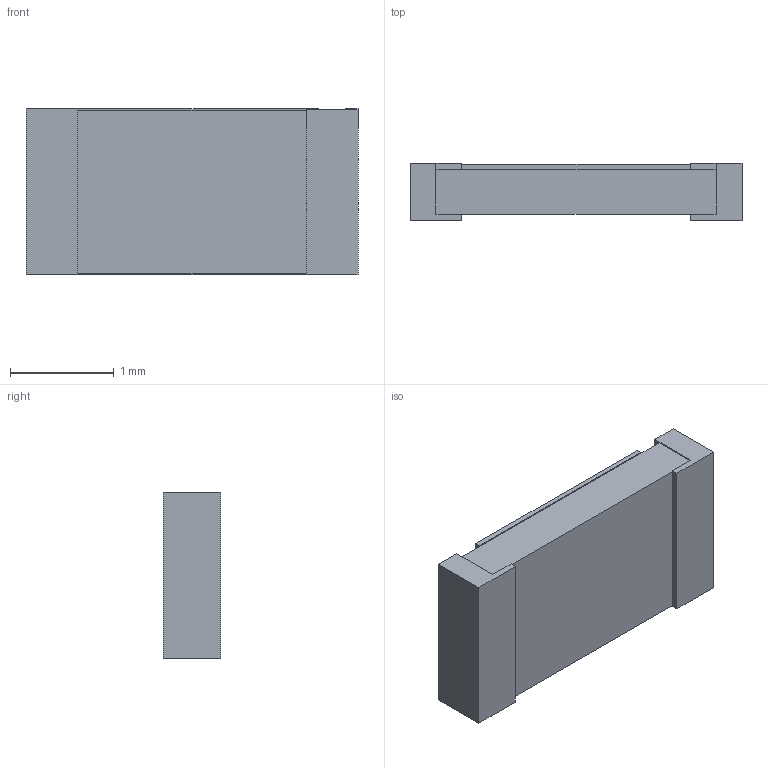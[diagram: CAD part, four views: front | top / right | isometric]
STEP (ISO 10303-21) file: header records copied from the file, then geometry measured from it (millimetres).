
FILE_DESCRIPTION (( 'STEP AP214' ), '1' );
FILE_NAME ('User Library-1206-1.STEP', '2022-03-26T14:09:17', ( '' ), ( '' ), 'SwSTEP 2.0', 'SolidWorks 2021', '' );
FILE_SCHEMA (( 'AUTOMOTIVE_DESIGN' ));
Length unit declared in the file: millimetre
Products named in the file (1): User Library-1206-1
Bounding box: 3.2 x 0.55 x 1.6 mm (x, y, z)
Volume: 2.5 mm3; surface area: 15.8 mm2
Topology: 1 solids, 1 shells, 104 faces, 276 edges, 180 vertices
Faces by surface type: plane 69, bspline 35
Entity records: 5563 total; most frequent: CARTESIAN_POINT 2828, ORIENTED_EDGE 552, DIRECTION 346, EDGE_CURVE 276, LINE 206, VECTOR 206, VERTEX_POINT 180, EDGE_LOOP 110
